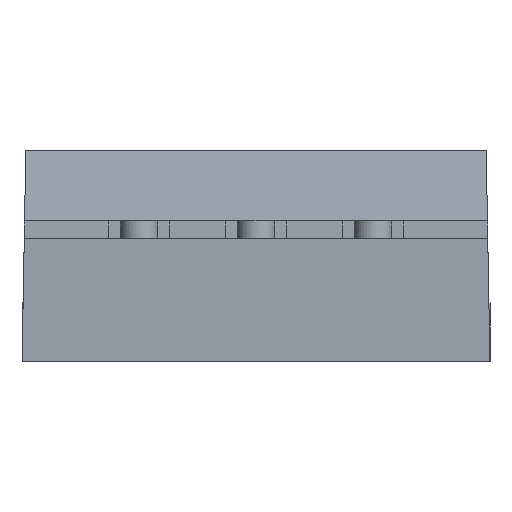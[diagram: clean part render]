
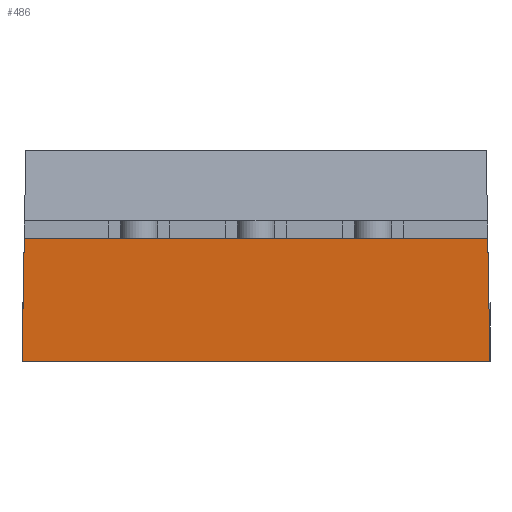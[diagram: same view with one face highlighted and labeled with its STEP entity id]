
A CAD part, front view. The second image highlights one B-rep face of the part: STEP entity #486.
In plain terms, the highlighted planar face has unit normal (0, -0.999, -0.052).
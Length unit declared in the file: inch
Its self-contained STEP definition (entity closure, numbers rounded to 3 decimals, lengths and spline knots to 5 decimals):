
#100 = CARTESIAN_POINT ( 'NONE',  ( 0., 0.1655, -0.09 ) ) ;
#109 = DIRECTION ( 'NONE',  ( 1., 0., 0. ) ) ;
#122 = LINE ( 'NONE', #100, #1666 ) ;
#142 = CARTESIAN_POINT ( 'NONE',  ( 0.19808, 0.16, 0.015 ) ) ;
#222 = CARTESIAN_POINT ( 'NONE',  ( -0.3, 0.16, 0.015 ) ) ;
#230 = VECTOR ( 'NONE', #944, 39.37008 ) ;
#279 = VECTOR ( 'NONE', #408, 39.37008 ) ;
#380 = DIRECTION ( 'NONE',  ( -0.017, 0.052, -0.998 ) ) ;
#398 = CARTESIAN_POINT ( 'NONE',  ( -0.19808, 0.16, 0.015 ) ) ;
#408 = DIRECTION ( 'NONE',  ( -0.017, -0.052, 0.998 ) ) ;
#451 = EDGE_CURVE ( 'NONE', #1345, #1094, #122, .T. ) ;
#486 = ADVANCED_FACE ( 'NONE', ( #940 ), #970, .F. ) ;
#534 = DIRECTION ( 'NONE',  ( 0., 0.999, 0.052 ) ) ;
#563 = CARTESIAN_POINT ( 'NONE',  ( 0.19991, 0.1655, -0.09 ) ) ;
#659 = ORIENTED_EDGE ( 'NONE', *, *, #1362, .F. ) ;
#801 = EDGE_CURVE ( 'NONE', #1094, #1885, #1868, .T. ) ;
#808 = ORIENTED_EDGE ( 'NONE', *, *, #451, .T. ) ;
#841 = AXIS2_PLACEMENT_3D ( 'NONE', #1397, #534, #1678 ) ;
#920 = LINE ( 'NONE', #1233, #1036 ) ;
#940 = FACE_OUTER_BOUND ( 'NONE', #1808, .T. ) ;
#944 = DIRECTION ( 'NONE',  ( 1., 0., 0. ) ) ;
#970 = PLANE ( 'NONE',  #841 ) ;
#1036 = VECTOR ( 'NONE', #380, 39.37008 ) ;
#1094 = VERTEX_POINT ( 'NONE', #563 ) ;
#1159 = ORIENTED_EDGE ( 'NONE', *, *, #801, .T. ) ;
#1176 = VERTEX_POINT ( 'NONE', #398 ) ;
#1186 = CARTESIAN_POINT ( 'NONE',  ( 0.19999, 0.16575, -0.0947 ) ) ;
#1204 = CARTESIAN_POINT ( 'NONE',  ( -0.19991, 0.1655, -0.09 ) ) ;
#1233 = CARTESIAN_POINT ( 'NONE',  ( -0.19999, 0.16575, -0.0947 ) ) ;
#1235 = LINE ( 'NONE', #222, #230 ) ;
#1345 = VERTEX_POINT ( 'NONE', #1204 ) ;
#1362 = EDGE_CURVE ( 'NONE', #1176, #1885, #1235, .T. ) ;
#1397 = CARTESIAN_POINT ( 'NONE',  ( -0.3, 0.16, 0.015 ) ) ;
#1413 = EDGE_CURVE ( 'NONE', #1176, #1345, #920, .T. ) ;
#1666 = VECTOR ( 'NONE', #109, 39.37008 ) ;
#1678 = DIRECTION ( 'NONE',  ( 0., -0.052, 0.999 ) ) ;
#1728 = ORIENTED_EDGE ( 'NONE', *, *, #1413, .T. ) ;
#1808 = EDGE_LOOP ( 'NONE', ( #659, #1728, #808, #1159 ) ) ;
#1868 = LINE ( 'NONE', #1186, #279 ) ;
#1885 = VERTEX_POINT ( 'NONE', #142 ) ;
